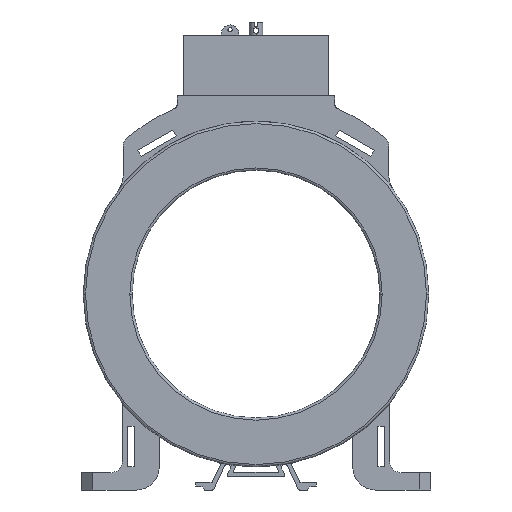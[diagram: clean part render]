
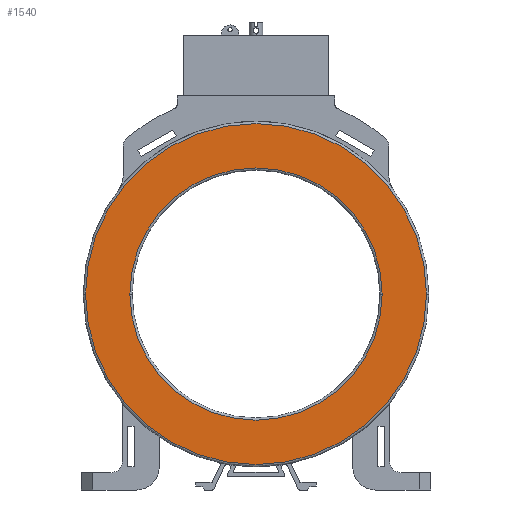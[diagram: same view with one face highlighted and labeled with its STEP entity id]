
A CAD part, left-side view. The second image highlights one B-rep face of the part: STEP entity #1540.
In plain terms, the highlighted planar face has unit normal (-1, 0, 0).
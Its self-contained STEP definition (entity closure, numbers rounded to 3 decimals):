
#1502=AXIS2_PLACEMENT_3D('Plane Axis2P3D',#1499,#1500,#1501) ;
#1506=AXIS2_PLACEMENT_3D('Circle Axis2P3D',#1504,#1505,$) ;
#1515=AXIS2_PLACEMENT_3D('Circle Axis2P3D',#1513,#1514,$) ;
#1524=AXIS2_PLACEMENT_3D('Circle Axis2P3D',#1522,#1523,$) ;
#1533=AXIS2_PLACEMENT_3D('Circle Axis2P3D',#1531,#1532,$) ;
#1499=CARTESIAN_POINT('Axis2P3D Location',(-16.,0.,0.)) ;
#1504=CARTESIAN_POINT('Axis2P3D Location',(-16.,0.,0.)) ;
#1508=CARTESIAN_POINT('Vertex',(-16.,-75.7,0.)) ;
#1510=CARTESIAN_POINT('Vertex',(-16.,75.7,0.)) ;
#1513=CARTESIAN_POINT('Axis2P3D Location',(-16.,0.,0.)) ;
#1522=CARTESIAN_POINT('Axis2P3D Location',(-16.,0.,0.)) ;
#1526=CARTESIAN_POINT('Vertex',(-16.,56.,0.)) ;
#1528=CARTESIAN_POINT('Vertex',(-16.,-56.,0.)) ;
#1531=CARTESIAN_POINT('Axis2P3D Location',(-16.,0.,0.)) ;
#1500=DIRECTION('Axis2P3D Direction',(1.,0.,0.)) ;
#1501=DIRECTION('Axis2P3D XDirection',(0.,1.,0.)) ;
#1505=DIRECTION('Axis2P3D Direction',(1.,0.,0.)) ;
#1514=DIRECTION('Axis2P3D Direction',(1.,0.,0.)) ;
#1523=DIRECTION('Axis2P3D Direction',(1.,0.,0.)) ;
#1532=DIRECTION('Axis2P3D Direction',(1.,0.,0.)) ;
#1519=ORIENTED_EDGE('',*,*,#1512,.F.) ;
#1520=ORIENTED_EDGE('',*,*,#1517,.F.) ;
#1537=ORIENTED_EDGE('',*,*,#1530,.T.) ;
#1538=ORIENTED_EDGE('',*,*,#1535,.T.) ;
#1539=FACE_BOUND('',#1536,.T.) ;
#1540=ADVANCED_FACE('PartBody',(#1521,#1539),#1503,.F.) ;
#1507=CIRCLE('generated circle',#1506,75.7) ;
#1516=CIRCLE('generated circle',#1515,75.7) ;
#1525=CIRCLE('generated circle',#1524,56.) ;
#1534=CIRCLE('generated circle',#1533,56.) ;
#1512=EDGE_CURVE('',#1509,#1511,#1507,.T.) ;
#1517=EDGE_CURVE('',#1511,#1509,#1516,.T.) ;
#1530=EDGE_CURVE('',#1527,#1529,#1525,.T.) ;
#1535=EDGE_CURVE('',#1529,#1527,#1534,.T.) ;
#1518=EDGE_LOOP('',(#1519,#1520)) ;
#1536=EDGE_LOOP('',(#1537,#1538)) ;
#1521=FACE_OUTER_BOUND('',#1518,.T.) ;
#1503=PLANE('',#1502) ;
#1509=VERTEX_POINT('',#1508) ;
#1511=VERTEX_POINT('',#1510) ;
#1527=VERTEX_POINT('',#1526) ;
#1529=VERTEX_POINT('',#1528) ;
